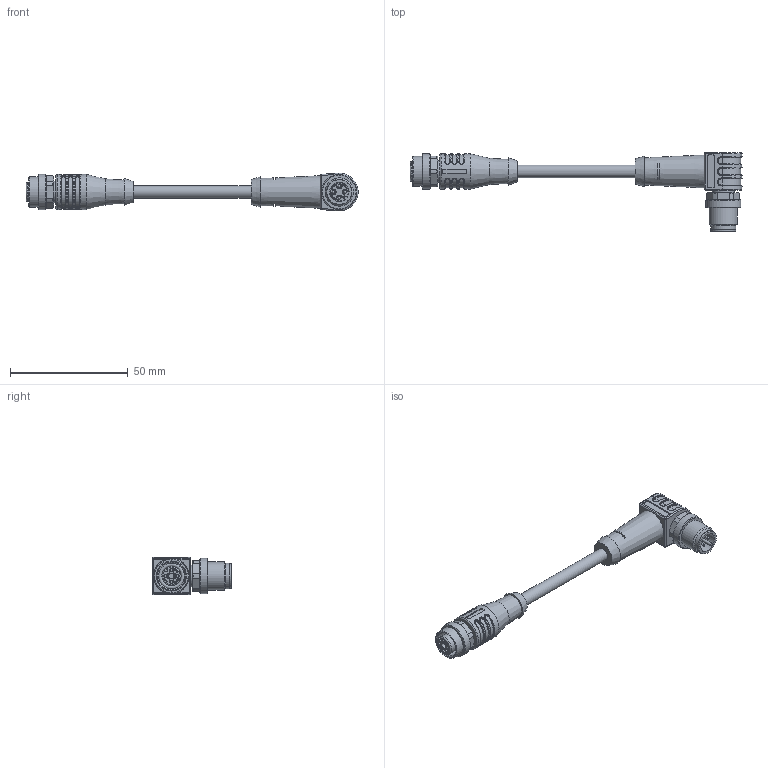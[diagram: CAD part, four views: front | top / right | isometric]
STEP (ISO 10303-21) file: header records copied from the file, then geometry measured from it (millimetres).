
FILE_DESCRIPTION(/* description */ (''),/* implementation_level */ '2;1');
FILE_NAME(/* name */ 'RA-WAKS4-m-RA-WWASS4_stp.stp',/* time_stamp */ '2016-09-16T09:44:20+02:00',/* author */ (''),/* organization */ (''),/* preprocessor_version */ 'ST-DEVELOPER v16',/* originating_system */ 'SIEMENS PLM Software NX 10.0',/* authorisation */ '');
FILE_SCHEMA (('AUTOMOTIVE_DESIGN { 1 0 10303 214 3 1 1 1 }'));
Length unit declared in the file: millimetre
Products named in the file (1): RA-WAKS4-m-RA-WWASS4_stp
Bounding box: 141.17 x 33.5 x 15.97 mm (x, y, z)
Volume: 15645.2 mm3; surface area: 7557.6 mm2
Topology: 1 solids, 1 shells, 537 faces, 1336 edges, 837 vertices
Faces by surface type: plane 180, cylinder 164, bspline 68, extrusion 50, torus 38, cone 29, sphere 8
Full cylindrical faces by diameter (mm): 1 x4, 1.15 x4, 5.4 x1, 8.3 x1, 9.3 x2, 10.5 x1, 10.8 x1, 10.95 x1, 12 x1, 12.3 x1, 12.8 x1, 15 x3
Entity records: 17238 total; most frequent: CARTESIAN_POINT 5779, ORIENTED_EDGE 2504, DIRECTION 2119, EDGE_CURVE 1252, VERTEX_POINT 808, AXIS2_PLACEMENT_3D 790, EDGE_LOOP 628, VECTOR 539
